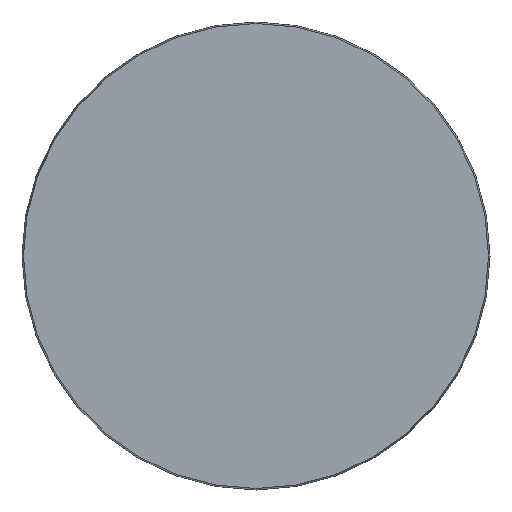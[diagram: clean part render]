
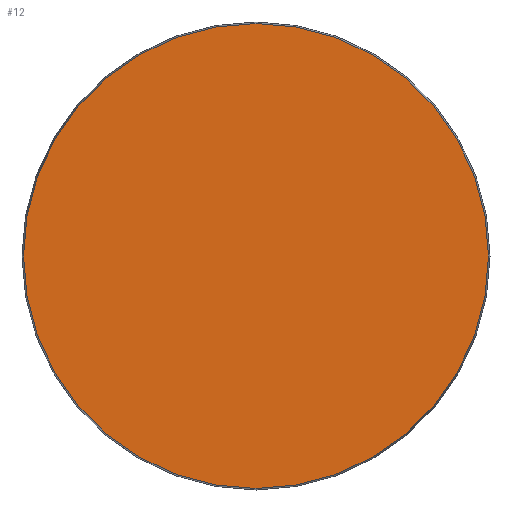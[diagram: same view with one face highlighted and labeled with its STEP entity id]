
A CAD part, front view. The second image highlights one B-rep face of the part: STEP entity #12.
In plain terms, the highlighted planar face has unit normal (0, -1, 0).
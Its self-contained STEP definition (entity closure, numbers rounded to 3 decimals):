
#12 = ADVANCED_FACE ( 'NONE', ( #543 ), #313, .F. ) ;
#26 = DIRECTION ( 'NONE',  ( 0., -1., 0. ) ) ;
#34 = ORIENTED_EDGE ( 'NONE', *, *, #269, .T. ) ;
#145 = AXIS2_PLACEMENT_3D ( 'NONE', #252, #26, #429 ) ;
#187 = DIRECTION ( 'NONE',  ( 0., 1., 0. ) ) ;
#252 = CARTESIAN_POINT ( 'NONE',  ( 0., 0., 0. ) ) ;
#269 = EDGE_CURVE ( 'NONE', #390, #390, #503, .T. ) ;
#313 = PLANE ( 'NONE',  #709 ) ;
#390 = VERTEX_POINT ( 'NONE', #740 ) ;
#429 = DIRECTION ( 'NONE',  ( 0., 0., -1. ) ) ;
#442 = EDGE_LOOP ( 'NONE', ( #34 ) ) ;
#503 = CIRCLE ( 'NONE', #145, 88.425 ) ;
#543 = FACE_OUTER_BOUND ( 'NONE', #442, .T. ) ;
#596 = DIRECTION ( 'NONE',  ( 0., 0., 1. ) ) ;
#709 = AXIS2_PLACEMENT_3D ( 'NONE', #715, #187, #596 ) ;
#715 = CARTESIAN_POINT ( 'NONE',  ( -88.425, 0., 0. ) ) ;
#740 = CARTESIAN_POINT ( 'NONE',  ( 0., 0., -88.425 ) ) ;
